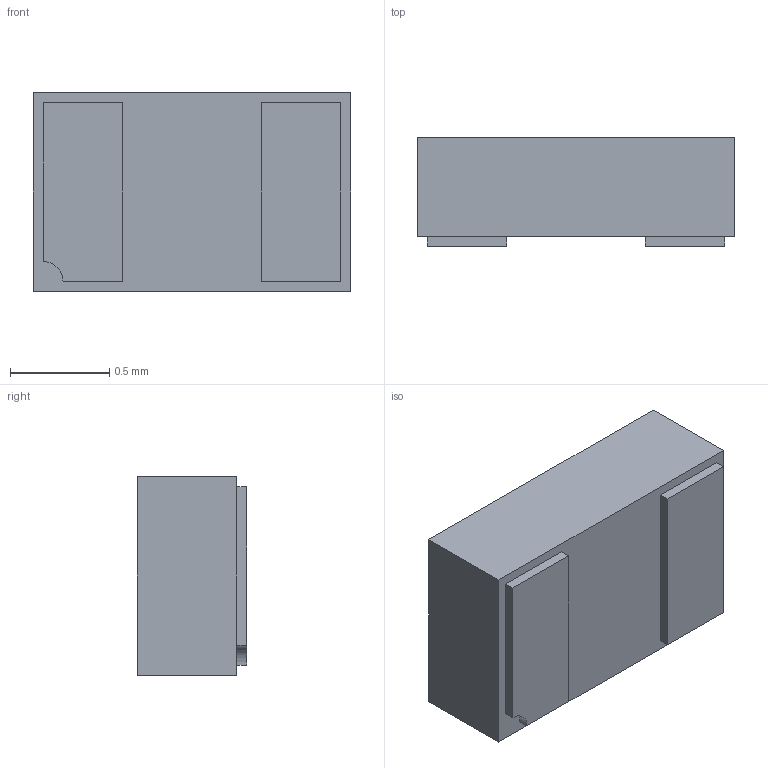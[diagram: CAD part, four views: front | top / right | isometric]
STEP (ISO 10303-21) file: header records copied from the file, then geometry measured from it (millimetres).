
FILE_DESCRIPTION (( 'STEP AP214' ), '1' );
FILE_NAME ('UCLAMP0571P.TNT.STEP', '2023-12-27T06:54:45', ( 'LENOVO' ), ( '' ), 'SwSTEP 2.0', 'SolidWorks 2021', '' );
FILE_SCHEMA (( 'AUTOMOTIVE_DESIGN' ));
Length unit declared in the file: millimetre
Products named in the file (1): UCLAMP0571P.TNT
Bounding box: 1.6 x 0.55 x 1 mm (x, y, z)
Volume: 0.8 mm3; surface area: 7.7 mm2
Topology: 4 solids, 4 shells, 30 faces, 63 edges, 42 vertices
Faces by surface type: plane 29, cylinder 1
Entity records: 850 total; most frequent: CARTESIAN_POINT 136, DIRECTION 127, ORIENTED_EDGE 126, EDGE_CURVE 63, VECTOR 61, LINE 61, VERTEX_POINT 42, AXIS2_PLACEMENT_3D 33
